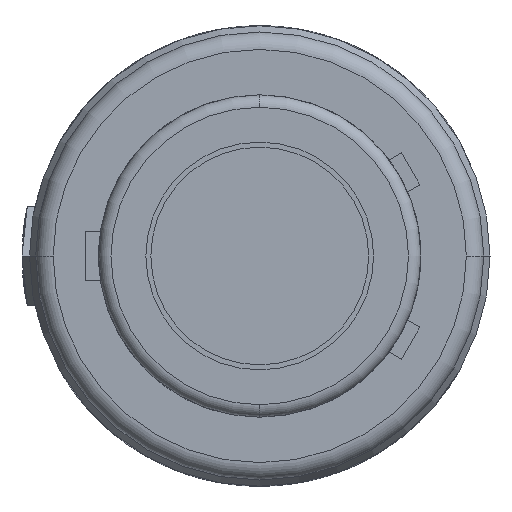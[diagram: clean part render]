
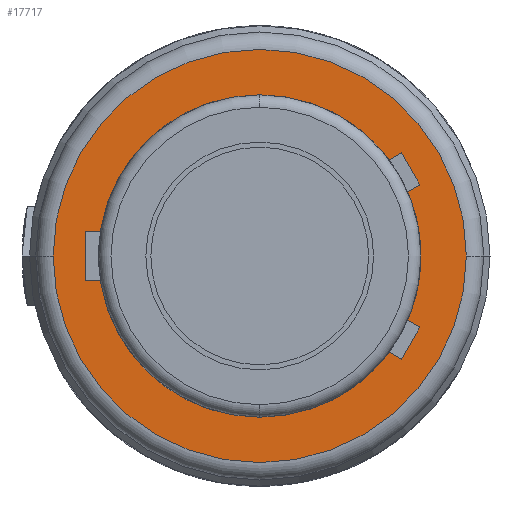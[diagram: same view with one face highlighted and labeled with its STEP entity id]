
A CAD part, left-side view. The second image highlights one B-rep face of the part: STEP entity #17717.
In plain terms, the highlighted planar face has unit normal (-1, 0, 0).
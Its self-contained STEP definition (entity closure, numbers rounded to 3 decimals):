
#45=CARTESIAN_POINT('',(0.,0.,0.));
#46=DIRECTION('',(-1.,0.,0.));
#47=DIRECTION('',(0.,1.,0.));
#48=AXIS2_PLACEMENT_3D('',#45,#46,#47);
#50=CARTESIAN_POINT('',(0.,0.,0.));
#51=DIRECTION('',(-1.,0.,0.));
#52=DIRECTION('',(0.,-1.,0.));
#53=AXIS2_PLACEMENT_3D('',#50,#51,#52);
#55=DIRECTION('',(0.,-0.866,-0.5));
#56=VECTOR('',#55,0.569);
#57=CARTESIAN_POINT('',(0.,-5.945,-2.566));
#58=LINE('',#57,#56);
#59=DIRECTION('',(0.,-0.866,0.5));
#60=VECTOR('',#59,0.569);
#61=CARTESIAN_POINT('',(0.,-5.945,2.566));
#62=LINE('',#61,#60);
#63=DIRECTION('',(0.,0.5,0.866));
#64=VECTOR('',#63,1.5);
#65=CARTESIAN_POINT('',(0.,-6.437,2.85));
#66=LINE('',#65,#64);
#67=DIRECTION('',(0.,0.866,-0.5));
#68=VECTOR('',#67,0.569);
#69=CARTESIAN_POINT('',(0.,-5.687,4.15));
#70=LINE('',#69,#68);
#71=DIRECTION('',(0.,1.,0.));
#72=VECTOR('',#71,0.603);
#73=CARTESIAN_POINT('',(0.,6.397,1.));
#74=LINE('',#73,#72);
#75=DIRECTION('',(0.,0.,-1.));
#76=VECTOR('',#75,2.);
#77=CARTESIAN_POINT('',(0.,7.,1.));
#78=LINE('',#77,#76);
#79=DIRECTION('',(0.,-1.,0.));
#80=VECTOR('',#79,0.603);
#81=CARTESIAN_POINT('',(0.,7.,-1.));
#82=LINE('',#81,#80);
#83=DIRECTION('',(0.,0.866,0.5));
#84=VECTOR('',#83,0.569);
#85=CARTESIAN_POINT('',(0.,-5.687,-4.15));
#86=LINE('',#85,#84);
#87=DIRECTION('',(0.,0.5,-0.866));
#88=VECTOR('',#87,1.5);
#89=CARTESIAN_POINT('',(0.,-6.437,-2.85));
#90=LINE('',#89,#88);
#14061=CARTESIAN_POINT('',(0.,0.,0.));
#14062=DIRECTION('',(-1.,0.,0.));
#14063=DIRECTION('',(0.,-0.802,0.597));
#14064=AXIS2_PLACEMENT_3D('',#14061,#14062,#14063);
#14079=CARTESIAN_POINT('',(0.,0.,0.));
#14080=DIRECTION('',(-1.,0.,0.));
#14081=DIRECTION('',(0.,-0.918,-0.396));
#14082=AXIS2_PLACEMENT_3D('',#14079,#14080,#14081);
#14097=CARTESIAN_POINT('',(0.,0.,0.));
#14098=DIRECTION('',(-1.,0.,0.));
#14099=DIRECTION('',(0.,0.,-1.));
#14100=AXIS2_PLACEMENT_3D('',#14097,#14098,#14099);
#14111=CARTESIAN_POINT('',(0.,0.,0.));
#14112=DIRECTION('',(1.,0.,0.));
#14113=DIRECTION('',(0.,0.,-1.));
#14114=AXIS2_PLACEMENT_3D('',#14111,#14112,#14113);
#14129=CARTESIAN_POINT('',(0.,0.,0.));
#14130=DIRECTION('',(1.,0.,0.));
#14131=DIRECTION('',(0.,0.988,0.154));
#14132=AXIS2_PLACEMENT_3D('',#14129,#14130,#14131);
#17109=CARTESIAN_POINT('',(0.,6.397,1.));
#17110=CARTESIAN_POINT('',(0.,7.,1.));
#17111=VERTEX_POINT('',#17109);
#17112=VERTEX_POINT('',#17110);
#17113=CARTESIAN_POINT('',(0.,7.,-1.));
#17114=VERTEX_POINT('',#17113);
#17115=CARTESIAN_POINT('',(0.,6.397,-1.));
#17116=VERTEX_POINT('',#17115);
#17121=CARTESIAN_POINT('',(0.,0.,-6.475));
#17122=VERTEX_POINT('',#17121);
#17123=CARTESIAN_POINT('',(0.,0.,6.475));
#17124=VERTEX_POINT('',#17123);
#17129=CARTESIAN_POINT('',(0.,-5.945,2.566));
#17130=CARTESIAN_POINT('',(0.,-6.437,2.85));
#17131=VERTEX_POINT('',#17129);
#17132=VERTEX_POINT('',#17130);
#17133=CARTESIAN_POINT('',(0.,-5.687,4.15));
#17134=VERTEX_POINT('',#17133);
#17135=CARTESIAN_POINT('',(0.,-5.195,3.865));
#17136=VERTEX_POINT('',#17135);
#17145=CARTESIAN_POINT('',(0.,-5.945,-2.566));
#17146=CARTESIAN_POINT('',(0.,-6.437,-2.85));
#17147=VERTEX_POINT('',#17145);
#17148=VERTEX_POINT('',#17146);
#17149=CARTESIAN_POINT('',(0.,-5.687,-4.15));
#17150=VERTEX_POINT('',#17149);
#17151=CARTESIAN_POINT('',(0.,-5.195,-3.865));
#17152=VERTEX_POINT('',#17151);
#17409=CARTESIAN_POINT('',(0.,8.3,0.));
#17410=CARTESIAN_POINT('',(0.,-8.3,0.));
#17411=VERTEX_POINT('',#17409);
#17412=VERTEX_POINT('',#17410);
#17676=CARTESIAN_POINT('',(0.,0.,0.));
#17677=DIRECTION('',(-1.,0.,0.));
#17678=DIRECTION('',(0.,0.,-1.));
#17679=AXIS2_PLACEMENT_3D('',#17676,#17677,#17678);
#17680=PLANE('',#17679);
#17682=ORIENTED_EDGE('',*,*,#17681,.F.);
#17684=ORIENTED_EDGE('',*,*,#17683,.F.);
#17685=EDGE_LOOP('',(#17682,#17684));
#17686=FACE_OUTER_BOUND('',#17685,.F.);
#17688=ORIENTED_EDGE('',*,*,#17687,.F.);
#17690=ORIENTED_EDGE('',*,*,#17689,.T.);
#17692=ORIENTED_EDGE('',*,*,#17691,.T.);
#17694=ORIENTED_EDGE('',*,*,#17693,.T.);
#17696=ORIENTED_EDGE('',*,*,#17695,.T.);
#17698=ORIENTED_EDGE('',*,*,#17697,.T.);
#17700=ORIENTED_EDGE('',*,*,#17699,.F.);
#17702=ORIENTED_EDGE('',*,*,#17701,.T.);
#17704=ORIENTED_EDGE('',*,*,#17703,.T.);
#17706=ORIENTED_EDGE('',*,*,#17705,.T.);
#17708=ORIENTED_EDGE('',*,*,#17707,.F.);
#17710=ORIENTED_EDGE('',*,*,#17709,.T.);
#17712=ORIENTED_EDGE('',*,*,#17711,.F.);
#17714=ORIENTED_EDGE('',*,*,#17713,.F.);
#17715=EDGE_LOOP('',(#17688,#17690,#17692,#17694,#17696,#17698,#17700,#17702,
#17704,#17706,#17708,#17710,#17712,#17714));
#17716=FACE_BOUND('',#17715,.F.);
#49=CIRCLE('',#48,8.3);
#54=CIRCLE('',#53,8.3);
#14065=CIRCLE('',#14064,6.475);
#14083=CIRCLE('',#14082,6.475);
#14101=CIRCLE('',#14100,6.475);
#14115=CIRCLE('',#14114,6.475);
#14133=CIRCLE('',#14132,6.475);
#17681=EDGE_CURVE('',#17411,#17412,#49,.T.);
#17683=EDGE_CURVE('',#17412,#17411,#54,.T.);
#17687=EDGE_CURVE('',#17147,#17148,#58,.T.);
#17689=EDGE_CURVE('',#17147,#17131,#14083,.T.);
#17691=EDGE_CURVE('',#17131,#17132,#62,.T.);
#17693=EDGE_CURVE('',#17132,#17134,#66,.T.);
#17695=EDGE_CURVE('',#17134,#17136,#70,.T.);
#17697=EDGE_CURVE('',#17136,#17124,#14065,.T.);
#17699=EDGE_CURVE('',#17111,#17124,#14133,.T.);
#17701=EDGE_CURVE('',#17111,#17112,#74,.T.);
#17703=EDGE_CURVE('',#17112,#17114,#78,.T.);
#17705=EDGE_CURVE('',#17114,#17116,#82,.T.);
#17707=EDGE_CURVE('',#17122,#17116,#14115,.T.);
#17709=EDGE_CURVE('',#17122,#17152,#14101,.T.);
#17711=EDGE_CURVE('',#17150,#17152,#86,.T.);
#17713=EDGE_CURVE('',#17148,#17150,#90,.T.);
#17717=ADVANCED_FACE('',(#17686,#17716),#17680,.T.);
